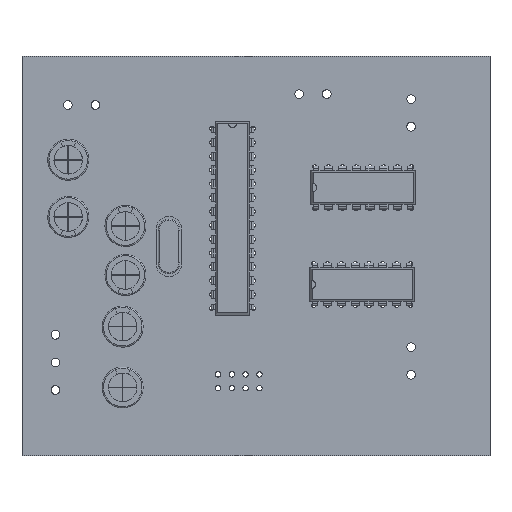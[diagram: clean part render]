
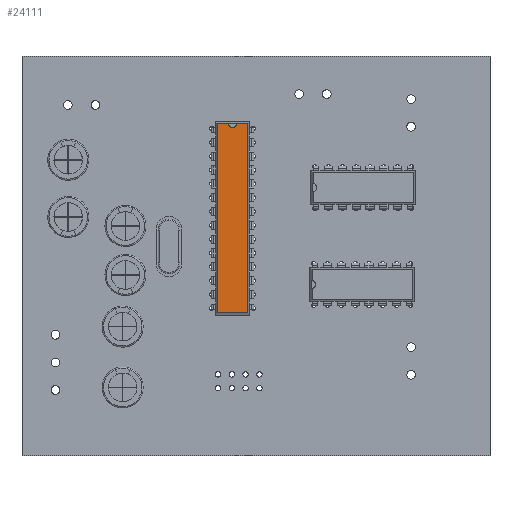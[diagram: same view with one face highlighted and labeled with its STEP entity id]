
A CAD part, top view. The second image highlights one B-rep face of the part: STEP entity #24111.
In plain terms, the highlighted planar face has unit normal (0, 0, 1).
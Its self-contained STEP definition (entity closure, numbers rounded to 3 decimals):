
#18129 = VERTEX_POINT('',#18130);
#18130 = CARTESIAN_POINT('',(6.586,0.871,3.68));
#18135 = EDGE_CURVE('',#18136,#18129,#18138,.T.);
#18136 = VERTEX_POINT('',#18137);
#18137 = CARTESIAN_POINT('',(6.586,-33.891,3.68));
#18138 = LINE('',#18139,#18140);
#18139 = CARTESIAN_POINT('',(6.586,-33.891,3.68));
#18140 = VECTOR('',#18141,1.);
#18141 = DIRECTION('',(0.,1.,0.));
#20895 = VERTEX_POINT('',#20896);
#20896 = CARTESIAN_POINT('',(1.034,0.871,3.68));
#20901 = EDGE_CURVE('',#20902,#20895,#20904,.T.);
#20902 = VERTEX_POINT('',#20903);
#20903 = CARTESIAN_POINT('',(3.064,0.871,3.68));
#20904 = LINE('',#20905,#20906);
#20905 = CARTESIAN_POINT('',(6.586,0.871,3.68));
#20906 = VECTOR('',#20907,1.);
#20907 = DIRECTION('',(-1.,0.,0.));
#21122 = VERTEX_POINT('',#21123);
#21123 = CARTESIAN_POINT('',(4.556,0.871,3.68));
#21227 = EDGE_CURVE('',#18129,#21122,#21228,.T.);
#21228 = LINE('',#21229,#21230);
#21229 = CARTESIAN_POINT('',(6.586,0.871,3.68));
#21230 = VECTOR('',#21231,1.);
#21231 = DIRECTION('',(-1.,0.,0.));
#21341 = VERTEX_POINT('',#21342);
#21342 = CARTESIAN_POINT('',(1.034,-33.891,3.68));
#21347 = EDGE_CURVE('',#20895,#21341,#21348,.T.);
#21348 = LINE('',#21349,#21350);
#21349 = CARTESIAN_POINT('',(1.034,0.871,3.68));
#21350 = VECTOR('',#21351,1.);
#21351 = DIRECTION('',(0.,-1.,0.));
#24100 = EDGE_CURVE('',#21341,#18136,#24101,.T.);
#24101 = LINE('',#24102,#24103);
#24102 = CARTESIAN_POINT('',(1.034,-33.891,3.68));
#24103 = VECTOR('',#24104,1.);
#24104 = DIRECTION('',(1.,0.,0.));
#24111 = ADVANCED_FACE('',(#24112),#24135,.F.);
#24112 = FACE_BOUND('',#24113,.F.);
#24113 = EDGE_LOOP('',(#24114,#24115,#24116,#24117,#24118,#24127,#24134)
  );
#24114 = ORIENTED_EDGE('',*,*,#18135,.F.);
#24115 = ORIENTED_EDGE('',*,*,#24100,.F.);
#24116 = ORIENTED_EDGE('',*,*,#21347,.F.);
#24117 = ORIENTED_EDGE('',*,*,#20901,.F.);
#24118 = ORIENTED_EDGE('',*,*,#24119,.F.);
#24119 = EDGE_CURVE('',#24120,#20902,#24122,.T.);
#24120 = VERTEX_POINT('',#24121);
#24121 = CARTESIAN_POINT('',(3.81,0.196,3.68));
#24122 = CIRCLE('',#24123,0.75);
#24123 = AXIS2_PLACEMENT_3D('',#24124,#24125,#24126);
#24124 = CARTESIAN_POINT('',(3.81,0.946,3.68));
#24125 = DIRECTION('',(0.,-0.,-1.));
#24126 = DIRECTION('',(0.,-1.,0.));
#24127 = ORIENTED_EDGE('',*,*,#24128,.F.);
#24128 = EDGE_CURVE('',#21122,#24120,#24129,.T.);
#24129 = CIRCLE('',#24130,0.75);
#24130 = AXIS2_PLACEMENT_3D('',#24131,#24132,#24133);
#24131 = CARTESIAN_POINT('',(3.81,0.946,3.68));
#24132 = DIRECTION('',(0.,-0.,-1.));
#24133 = DIRECTION('',(0.,-1.,0.));
#24134 = ORIENTED_EDGE('',*,*,#21227,.F.);
#24135 = PLANE('',#24136);
#24136 = AXIS2_PLACEMENT_3D('',#24137,#24138,#24139);
#24137 = CARTESIAN_POINT('',(6.586,-33.891,3.68));
#24138 = DIRECTION('',(-0.,0.,-1.));
#24139 = DIRECTION('',(-0.158,0.987,0.));
